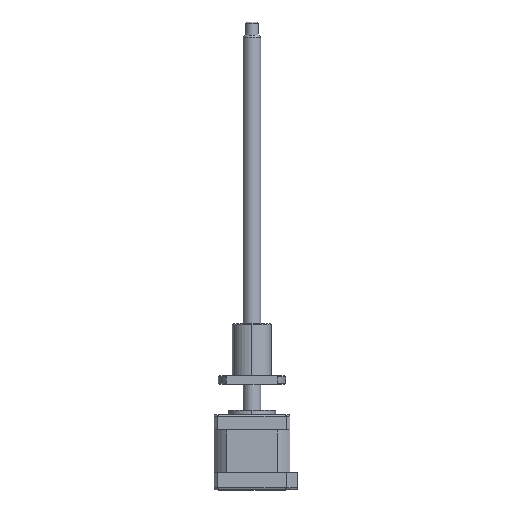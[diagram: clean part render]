
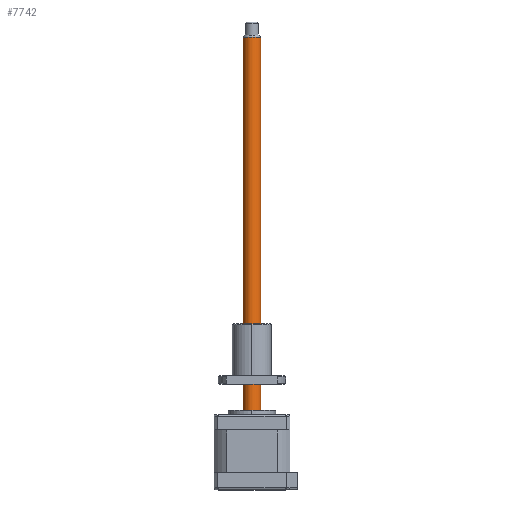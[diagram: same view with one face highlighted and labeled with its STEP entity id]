
A CAD part, top view. The second image highlights one B-rep face of the part: STEP entity #7742.
In plain terms, the highlighted cylindrical face has radius 4 mm (diameter 8 mm), a partial arc.
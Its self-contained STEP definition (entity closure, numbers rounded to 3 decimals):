
#808 = FACE_OUTER_BOUND ( 'NONE', #28332, .T. ) ;
#4866 = CARTESIAN_POINT ( 'NONE',  ( -8.709, 189.993, 16.638 ) ) ;
#5462 = CIRCLE ( 'NONE', #18503, 4. ) ;
#5933 = ORIENTED_EDGE ( 'NONE', *, *, #28990, .T. ) ;
#7142 = ORIENTED_EDGE ( 'NONE', *, *, #32402, .F. ) ;
#7605 = DIRECTION ( 'NONE',  ( 1., 0., 0. ) ) ;
#7742 = ADVANCED_FACE ( 'NONE', ( #808 ), #15625, .T. ) ;
#8645 = DIRECTION ( 'NONE',  ( -1., 0., 0. ) ) ;
#11569 = DIRECTION ( 'NONE',  ( 0., -1., 0. ) ) ;
#11932 = CARTESIAN_POINT ( 'NONE',  ( -0.709, 15.993, 16.638 ) ) ;
#14528 = VECTOR ( 'NONE', #30567, 1000. ) ;
#15290 = VECTOR ( 'NONE', #37443, 1000. ) ;
#15467 = CARTESIAN_POINT ( 'NONE',  ( -4.709, 190.993, 16.638 ) ) ;
#15625 = CYLINDRICAL_SURFACE ( 'NONE', #24597, 4. ) ;
#17211 = CARTESIAN_POINT ( 'NONE',  ( -8.709, 15.993, 16.638 ) ) ;
#18503 = AXIS2_PLACEMENT_3D ( 'NONE', #40550, #20278, #19975 ) ;
#18762 = LINE ( 'NONE', #37069, #14528 ) ;
#19975 = DIRECTION ( 'NONE',  ( -1., 0., 0. ) ) ;
#20278 = DIRECTION ( 'NONE',  ( 0., -1., 0. ) ) ;
#23901 = VERTEX_POINT ( 'NONE', #41056 ) ;
#24597 = AXIS2_PLACEMENT_3D ( 'NONE', #15467, #28943, #8645 ) ;
#26104 = EDGE_CURVE ( 'NONE', #31341, #33737, #33344, .T. ) ;
#27594 = ORIENTED_EDGE ( 'NONE', *, *, #26104, .T. ) ;
#27643 = CIRCLE ( 'NONE', #43719, 4. ) ;
#27767 = CARTESIAN_POINT ( 'NONE',  ( -8.709, 190.993, 16.638 ) ) ;
#28332 = EDGE_LOOP ( 'NONE', ( #7142, #5933, #27594, #42046 ) ) ;
#28943 = DIRECTION ( 'NONE',  ( 0., -1., 0. ) ) ;
#28990 = EDGE_CURVE ( 'NONE', #23901, #31341, #27643, .T. ) ;
#30567 = DIRECTION ( 'NONE',  ( 0., -1., 0. ) ) ;
#31341 = VERTEX_POINT ( 'NONE', #4866 ) ;
#31870 = CARTESIAN_POINT ( 'NONE',  ( -4.709, 189.993, 16.638 ) ) ;
#32402 = EDGE_CURVE ( 'NONE', #23901, #42393, #18762, .T. ) ;
#33344 = LINE ( 'NONE', #27767, #15290 ) ;
#33737 = VERTEX_POINT ( 'NONE', #17211 ) ;
#34297 = EDGE_CURVE ( 'NONE', #42393, #33737, #5462, .T. ) ;
#37069 = CARTESIAN_POINT ( 'NONE',  ( -0.709, 190.993, 16.638 ) ) ;
#37443 = DIRECTION ( 'NONE',  ( 0., -1., 0. ) ) ;
#40550 = CARTESIAN_POINT ( 'NONE',  ( -4.709, 15.993, 16.638 ) ) ;
#41056 = CARTESIAN_POINT ( 'NONE',  ( -0.709, 189.993, 16.638 ) ) ;
#42046 = ORIENTED_EDGE ( 'NONE', *, *, #34297, .F. ) ;
#42393 = VERTEX_POINT ( 'NONE', #11932 ) ;
#43719 = AXIS2_PLACEMENT_3D ( 'NONE', #31870, #11569, #7605 ) ;
